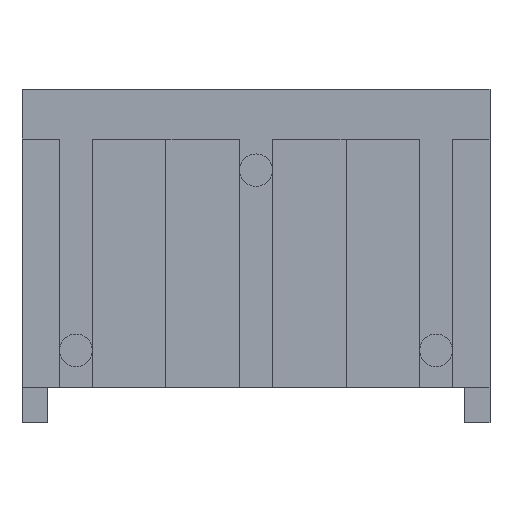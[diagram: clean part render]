
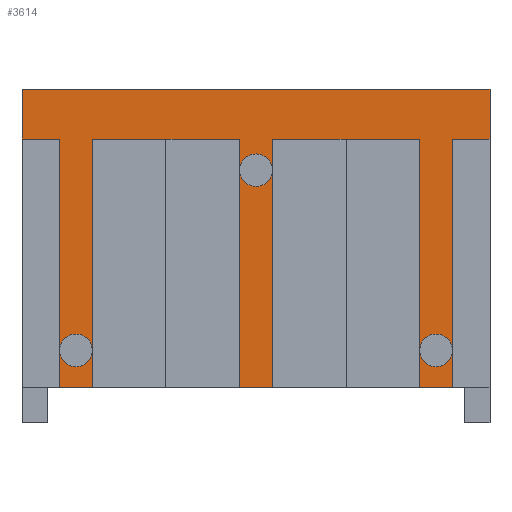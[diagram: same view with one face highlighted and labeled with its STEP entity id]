
A CAD part, front view. The second image highlights one B-rep face of the part: STEP entity #3614.
In plain terms, the highlighted planar face has unit normal (0, -1, 0).
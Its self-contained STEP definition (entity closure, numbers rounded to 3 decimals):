
#72 = EDGE_CURVE ( 'NONE', #3305, #826, #6984, .T. ) ;
#129 = ORIENTED_EDGE ( 'NONE', *, *, #4549, .F. ) ;
#138 = CARTESIAN_POINT ( 'NONE',  ( -3.3, 0.7, 1.71 ) ) ;
#216 = CARTESIAN_POINT ( 'NONE',  ( -2.77, 0.7, -1.79 ) ) ;
#300 = LINE ( 'NONE', #6662, #6369 ) ;
#330 = LINE ( 'NONE', #6660, #5649 ) ;
#506 = DIRECTION ( 'NONE',  ( 0., 1., 0. ) ) ;
#525 = VERTEX_POINT ( 'NONE', #1478 ) ;
#539 = LINE ( 'NONE', #4305, #1546 ) ;
#560 = ORIENTED_EDGE ( 'NONE', *, *, #72, .T. ) ;
#747 = CARTESIAN_POINT ( 'NONE',  ( -2.31, 0.7, 1.71 ) ) ;
#826 = VERTEX_POINT ( 'NONE', #2125 ) ;
#1097 = CARTESIAN_POINT ( 'NONE',  ( 2.31, 0.7, 1.71 ) ) ;
#1190 = VECTOR ( 'NONE', #4665, 1000. ) ;
#1219 = CARTESIAN_POINT ( 'NONE',  ( 2.77, 0.7, -2.29 ) ) ;
#1281 = CARTESIAN_POINT ( 'NONE',  ( 2.77, 0.7, -1.79 ) ) ;
#1299 = EDGE_CURVE ( 'NONE', #1892, #4563, #3780, .T. ) ;
#1404 = DIRECTION ( 'NONE',  ( -1., 0., 0. ) ) ;
#1478 = CARTESIAN_POINT ( 'NONE',  ( 2.77, 0.7, 1.71 ) ) ;
#1497 = VERTEX_POINT ( 'NONE', #4133 ) ;
#1546 = VECTOR ( 'NONE', #2058, 1000. ) ;
#1660 = CARTESIAN_POINT ( 'NONE',  ( -3.3, 0.7, 1.71 ) ) ;
#1700 = ORIENTED_EDGE ( 'NONE', *, *, #2448, .F. ) ;
#1767 = CARTESIAN_POINT ( 'NONE',  ( -2.77, 0.7, -2.29 ) ) ;
#1809 = VECTOR ( 'NONE', #5345, 1000. ) ;
#1892 = VERTEX_POINT ( 'NONE', #3865 ) ;
#1961 = DIRECTION ( 'NONE',  ( 1., 0., 0. ) ) ;
#2029 = DIRECTION ( 'NONE',  ( 0., 0., 1. ) ) ;
#2058 = DIRECTION ( 'NONE',  ( 0., 0., 1. ) ) ;
#2125 = CARTESIAN_POINT ( 'NONE',  ( -2.77, 0.7, 1.71 ) ) ;
#2216 = VERTEX_POINT ( 'NONE', #6091 ) ;
#2281 = EDGE_CURVE ( 'NONE', #3305, #2216, #4930, .T. ) ;
#2322 = ORIENTED_EDGE ( 'NONE', *, *, #6109, .F. ) ;
#2345 = EDGE_CURVE ( 'NONE', #3848, #5458, #2570, .T. ) ;
#2432 = VECTOR ( 'NONE', #4328, 1000. ) ;
#2435 = AXIS2_PLACEMENT_3D ( 'NONE', #4058, #506, #4610 ) ;
#2448 = EDGE_CURVE ( 'NONE', #5458, #6446, #5114, .T. ) ;
#2570 = LINE ( 'NONE', #3321, #7526 ) ;
#2600 = EDGE_CURVE ( 'NONE', #1497, #4684, #4922, .T. ) ;
#2618 = CARTESIAN_POINT ( 'NONE',  ( 0.23, 0.7, -2.29 ) ) ;
#2632 = CARTESIAN_POINT ( 'NONE',  ( -2.77, 0.7, -1.79 ) ) ;
#2724 = LINE ( 'NONE', #216, #7204 ) ;
#2766 = LINE ( 'NONE', #5916, #1190 ) ;
#2853 = VECTOR ( 'NONE', #5264, 1000. ) ;
#2862 = PLANE ( 'NONE',  #2435 ) ;
#2967 = DIRECTION ( 'NONE',  ( 0., 0., 1. ) ) ;
#2978 = CARTESIAN_POINT ( 'NONE',  ( -0.23, 0.7, -2.29 ) ) ;
#3155 = CARTESIAN_POINT ( 'NONE',  ( 0.23, 0.7, -1.79 ) ) ;
#3287 = ORIENTED_EDGE ( 'NONE', *, *, #6163, .F. ) ;
#3305 = VERTEX_POINT ( 'NONE', #138 ) ;
#3321 = CARTESIAN_POINT ( 'NONE',  ( -2.77, 0.7, -1.79 ) ) ;
#3390 = EDGE_CURVE ( 'NONE', #6186, #6446, #6965, .T. ) ;
#3413 = EDGE_CURVE ( 'NONE', #3714, #4888, #539, .T. ) ;
#3614 = ADVANCED_FACE ( 'NONE', ( #4131 ), #2862, .F. ) ;
#3677 = EDGE_CURVE ( 'NONE', #4563, #4684, #2766, .T. ) ;
#3714 = VERTEX_POINT ( 'NONE', #7631 ) ;
#3743 = DIRECTION ( 'NONE',  ( 0., 0., 1. ) ) ;
#3780 = LINE ( 'NONE', #3783, #4759 ) ;
#3783 = CARTESIAN_POINT ( 'NONE',  ( -2.31, 0.7, -2.29 ) ) ;
#3806 = ORIENTED_EDGE ( 'NONE', *, *, #6654, .T. ) ;
#3838 = EDGE_LOOP ( 'NONE', ( #7175, #6223, #4441, #560, #129, #3287, #3893, #6474, #7112, #2322, #6998, #6183, #1700, #5937, #7381, #3806 ) ) ;
#3848 = VERTEX_POINT ( 'NONE', #1281 ) ;
#3865 = CARTESIAN_POINT ( 'NONE',  ( -2.31, 0.7, -1.79 ) ) ;
#3893 = ORIENTED_EDGE ( 'NONE', *, *, #1299, .T. ) ;
#4058 = CARTESIAN_POINT ( 'NONE',  ( -3.3, 0.7, 2.41 ) ) ;
#4131 = FACE_OUTER_BOUND ( 'NONE', #3838, .T. ) ;
#4133 = CARTESIAN_POINT ( 'NONE',  ( -0.23, 0.7, -1.79 ) ) ;
#4282 = LINE ( 'NONE', #1767, #5283 ) ;
#4305 = CARTESIAN_POINT ( 'NONE',  ( 3.3, 0.7, 2.41 ) ) ;
#4328 = DIRECTION ( 'NONE',  ( -1., 0., 0. ) ) ;
#4357 = DIRECTION ( 'NONE',  ( 1., 0., 0. ) ) ;
#4413 = VECTOR ( 'NONE', #5126, 1000. ) ;
#4430 = EDGE_CURVE ( 'NONE', #3848, #525, #4824, .T. ) ;
#4441 = ORIENTED_EDGE ( 'NONE', *, *, #2281, .F. ) ;
#4443 = VECTOR ( 'NONE', #3743, 1000. ) ;
#4527 = DIRECTION ( 'NONE',  ( -1., 0., 0. ) ) ;
#4549 = EDGE_CURVE ( 'NONE', #5572, #826, #4282, .T. ) ;
#4563 = VERTEX_POINT ( 'NONE', #747 ) ;
#4610 = DIRECTION ( 'NONE',  ( 0., 0., 1. ) ) ;
#4665 = DIRECTION ( 'NONE',  ( 1., 0., 0. ) ) ;
#4684 = VERTEX_POINT ( 'NONE', #5455 ) ;
#4754 = VECTOR ( 'NONE', #6121, 1000. ) ;
#4759 = VECTOR ( 'NONE', #2029, 1000. ) ;
#4789 = EDGE_CURVE ( 'NONE', #2216, #4888, #330, .T. ) ;
#4824 = LINE ( 'NONE', #1219, #6857 ) ;
#4888 = VERTEX_POINT ( 'NONE', #6238 ) ;
#4922 = LINE ( 'NONE', #2978, #1809 ) ;
#4930 = LINE ( 'NONE', #6174, #4754 ) ;
#5114 = LINE ( 'NONE', #6382, #2853 ) ;
#5126 = DIRECTION ( 'NONE',  ( 1., 0., 0. ) ) ;
#5264 = DIRECTION ( 'NONE',  ( 0., 0., 1. ) ) ;
#5283 = VECTOR ( 'NONE', #2967, 1000. ) ;
#5313 = CARTESIAN_POINT ( 'NONE',  ( 2.31, 0.7, -1.79 ) ) ;
#5345 = DIRECTION ( 'NONE',  ( 0., 0., 1. ) ) ;
#5455 = CARTESIAN_POINT ( 'NONE',  ( -0.23, 0.7, 1.71 ) ) ;
#5458 = VERTEX_POINT ( 'NONE', #5313 ) ;
#5504 = CARTESIAN_POINT ( 'NONE',  ( 0.23, 0.7, 1.71 ) ) ;
#5527 = CARTESIAN_POINT ( 'NONE',  ( -3.3, 0.7, 1.71 ) ) ;
#5556 = EDGE_CURVE ( 'NONE', #7117, #6186, #5921, .T. ) ;
#5572 = VERTEX_POINT ( 'NONE', #6776 ) ;
#5649 = VECTOR ( 'NONE', #4357, 1000. ) ;
#5819 = LINE ( 'NONE', #2632, #2432 ) ;
#5916 = CARTESIAN_POINT ( 'NONE',  ( -3.3, 0.7, 1.71 ) ) ;
#5921 = LINE ( 'NONE', #2618, #4443 ) ;
#5937 = ORIENTED_EDGE ( 'NONE', *, *, #2345, .F. ) ;
#6091 = CARTESIAN_POINT ( 'NONE',  ( -3.3, 0.7, 2.41 ) ) ;
#6109 = EDGE_CURVE ( 'NONE', #7117, #1497, #5819, .T. ) ;
#6121 = DIRECTION ( 'NONE',  ( 0., 0., 1. ) ) ;
#6163 = EDGE_CURVE ( 'NONE', #1892, #5572, #2724, .T. ) ;
#6174 = CARTESIAN_POINT ( 'NONE',  ( -3.3, 0.7, 2.41 ) ) ;
#6183 = ORIENTED_EDGE ( 'NONE', *, *, #3390, .T. ) ;
#6186 = VERTEX_POINT ( 'NONE', #5504 ) ;
#6223 = ORIENTED_EDGE ( 'NONE', *, *, #4789, .F. ) ;
#6238 = CARTESIAN_POINT ( 'NONE',  ( 3.3, 0.7, 2.41 ) ) ;
#6369 = VECTOR ( 'NONE', #1961, 1000. ) ;
#6382 = CARTESIAN_POINT ( 'NONE',  ( 2.31, 0.7, -2.29 ) ) ;
#6395 = DIRECTION ( 'NONE',  ( 0., 0., 1. ) ) ;
#6446 = VERTEX_POINT ( 'NONE', #1097 ) ;
#6474 = ORIENTED_EDGE ( 'NONE', *, *, #3677, .T. ) ;
#6654 = EDGE_CURVE ( 'NONE', #525, #3714, #300, .T. ) ;
#6660 = CARTESIAN_POINT ( 'NONE',  ( -3.3, 0.7, 2.41 ) ) ;
#6662 = CARTESIAN_POINT ( 'NONE',  ( -3.3, 0.7, 1.71 ) ) ;
#6687 = DIRECTION ( 'NONE',  ( 1., 0., 0. ) ) ;
#6776 = CARTESIAN_POINT ( 'NONE',  ( -2.77, 0.7, -1.79 ) ) ;
#6857 = VECTOR ( 'NONE', #6395, 1000. ) ;
#6864 = VECTOR ( 'NONE', #6687, 1000. ) ;
#6965 = LINE ( 'NONE', #5527, #6864 ) ;
#6984 = LINE ( 'NONE', #1660, #4413 ) ;
#6998 = ORIENTED_EDGE ( 'NONE', *, *, #5556, .T. ) ;
#7112 = ORIENTED_EDGE ( 'NONE', *, *, #2600, .F. ) ;
#7117 = VERTEX_POINT ( 'NONE', #3155 ) ;
#7175 = ORIENTED_EDGE ( 'NONE', *, *, #3413, .T. ) ;
#7204 = VECTOR ( 'NONE', #1404, 1000. ) ;
#7381 = ORIENTED_EDGE ( 'NONE', *, *, #4430, .T. ) ;
#7526 = VECTOR ( 'NONE', #4527, 1000. ) ;
#7631 = CARTESIAN_POINT ( 'NONE',  ( 3.3, 0.7, 1.71 ) ) ;
